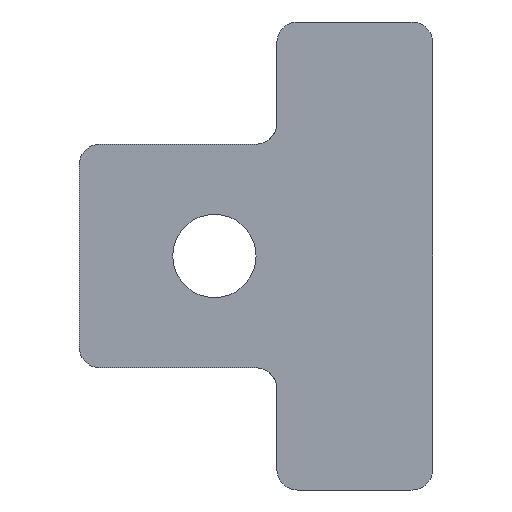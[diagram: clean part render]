
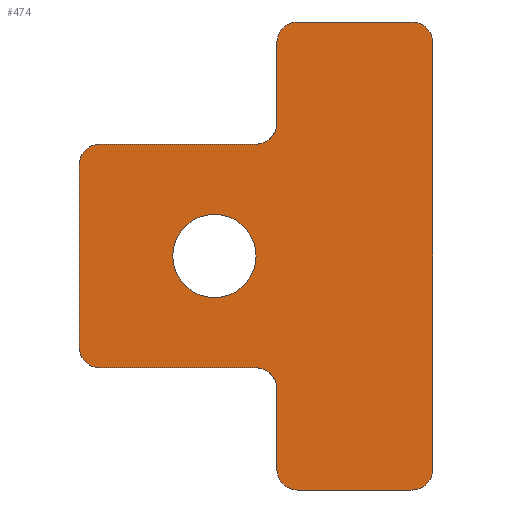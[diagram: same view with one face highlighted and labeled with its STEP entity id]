
A CAD part, left-side view. The second image highlights one B-rep face of the part: STEP entity #474.
In plain terms, the highlighted planar face has unit normal (-1, 0, 0).
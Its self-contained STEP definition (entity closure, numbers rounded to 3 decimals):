
#25=LINE('',#773,#64);
#29=LINE('',#785,#68);
#35=LINE('',#806,#74);
#36=LINE('',#809,#75);
#37=LINE('',#813,#76);
#38=LINE('',#816,#77);
#39=LINE('',#820,#78);
#40=LINE('',#823,#79);
#64=VECTOR('',#597,10.);
#68=VECTOR('',#611,10.);
#74=VECTOR('',#631,10.);
#75=VECTOR('',#634,10.);
#76=VECTOR('',#637,10.);
#77=VECTOR('',#640,10.);
#78=VECTOR('',#643,10.);
#79=VECTOR('',#646,10.);
#110=FACE_BOUND('',#153,.T.);
#125=FACE_OUTER_BOUND('',#152,.T.);
#152=EDGE_LOOP('',(#367,#368,#369,#370,#371,#372,#373,#374,#375,#376,#377,
#378,#379,#380,#381,#382));
#153=EDGE_LOOP('',(#383));
#179=CIRCLE('',#516,2.);
#182=CIRCLE('',#524,2.);
#185=CIRCLE('',#528,2.);
#186=CIRCLE('',#530,2.);
#187=CIRCLE('',#531,2.);
#188=CIRCLE('',#532,2.);
#189=CIRCLE('',#533,2.);
#190=CIRCLE('',#534,2.);
#191=CIRCLE('',#535,4.);
#210=VERTEX_POINT('',#760);
#211=VERTEX_POINT('',#762);
#214=VERTEX_POINT('',#770);
#215=VERTEX_POINT('',#772);
#218=VERTEX_POINT('',#784);
#220=VERTEX_POINT('',#790);
#224=VERTEX_POINT('',#799);
#225=VERTEX_POINT('',#801);
#226=VERTEX_POINT('',#805);
#227=VERTEX_POINT('',#808);
#228=VERTEX_POINT('',#810);
#229=VERTEX_POINT('',#812);
#230=VERTEX_POINT('',#814);
#231=VERTEX_POINT('',#817);
#232=VERTEX_POINT('',#819);
#233=VERTEX_POINT('',#821);
#234=VERTEX_POINT('',#824);
#259=EDGE_CURVE('',#210,#211,#179,.T.);
#264=EDGE_CURVE('',#214,#215,#25,.T.);
#270=EDGE_CURVE('',#211,#218,#29,.T.);
#273=EDGE_CURVE('',#215,#220,#182,.T.);
#278=EDGE_CURVE('',#224,#225,#185,.T.);
#280=EDGE_CURVE('',#226,#224,#35,.T.);
#281=EDGE_CURVE('',#218,#226,#186,.T.);
#282=EDGE_CURVE('',#227,#210,#36,.T.);
#283=EDGE_CURVE('',#228,#227,#187,.T.);
#284=EDGE_CURVE('',#229,#228,#37,.T.);
#285=EDGE_CURVE('',#230,#229,#188,.T.);
#286=EDGE_CURVE('',#220,#230,#38,.T.);
#287=EDGE_CURVE('',#231,#214,#189,.T.);
#288=EDGE_CURVE('',#232,#231,#39,.T.);
#289=EDGE_CURVE('',#233,#232,#190,.T.);
#290=EDGE_CURVE('',#225,#233,#40,.T.);
#291=EDGE_CURVE('',#234,#234,#191,.T.);
#367=ORIENTED_EDGE('',*,*,#278,.F.);
#368=ORIENTED_EDGE('',*,*,#280,.F.);
#369=ORIENTED_EDGE('',*,*,#281,.F.);
#370=ORIENTED_EDGE('',*,*,#270,.F.);
#371=ORIENTED_EDGE('',*,*,#259,.F.);
#372=ORIENTED_EDGE('',*,*,#282,.F.);
#373=ORIENTED_EDGE('',*,*,#283,.F.);
#374=ORIENTED_EDGE('',*,*,#284,.F.);
#375=ORIENTED_EDGE('',*,*,#285,.F.);
#376=ORIENTED_EDGE('',*,*,#286,.F.);
#377=ORIENTED_EDGE('',*,*,#273,.F.);
#378=ORIENTED_EDGE('',*,*,#264,.F.);
#379=ORIENTED_EDGE('',*,*,#287,.F.);
#380=ORIENTED_EDGE('',*,*,#288,.F.);
#381=ORIENTED_EDGE('',*,*,#289,.F.);
#382=ORIENTED_EDGE('',*,*,#290,.F.);
#383=ORIENTED_EDGE('',*,*,#291,.F.);
#455=PLANE('',#529);
#474=ADVANCED_FACE('',(#125,#110),#455,.F.);
#516=AXIS2_PLACEMENT_3D('',#763,#589,#590);
#524=AXIS2_PLACEMENT_3D('',#791,#616,#617);
#528=AXIS2_PLACEMENT_3D('',#802,#626,#627);
#529=AXIS2_PLACEMENT_3D('',#804,#629,#630);
#530=AXIS2_PLACEMENT_3D('',#807,#632,#633);
#531=AXIS2_PLACEMENT_3D('',#811,#635,#636);
#532=AXIS2_PLACEMENT_3D('',#815,#638,#639);
#533=AXIS2_PLACEMENT_3D('',#818,#641,#642);
#534=AXIS2_PLACEMENT_3D('',#822,#644,#645);
#535=AXIS2_PLACEMENT_3D('',#825,#647,#648);
#589=DIRECTION('center_axis',(-1.,0.,0.));
#590=DIRECTION('ref_axis',(0.,-0.707,-0.707));
#597=DIRECTION('',(0.,0.,1.));
#611=DIRECTION('',(0.,0.,1.));
#616=DIRECTION('center_axis',(-1.,0.,0.));
#617=DIRECTION('ref_axis',(0.,-0.707,0.707));
#626=DIRECTION('center_axis',(1.,0.,0.));
#627=DIRECTION('ref_axis',(0.,-0.707,0.707));
#629=DIRECTION('center_axis',(1.,0.,0.));
#630=DIRECTION('ref_axis',(0.,0.,-1.));
#631=DIRECTION('',(0.,-1.,0.));
#632=DIRECTION('center_axis',(1.,0.,0.));
#633=DIRECTION('ref_axis',(0.,0.707,0.707));
#634=DIRECTION('',(0.,-1.,0.));
#635=DIRECTION('center_axis',(1.,0.,0.));
#636=DIRECTION('ref_axis',(0.,0.707,0.707));
#637=DIRECTION('',(0.,0.,1.));
#638=DIRECTION('center_axis',(1.,0.,0.));
#639=DIRECTION('ref_axis',(0.,0.707,-0.707));
#640=DIRECTION('',(0.,1.,0.));
#641=DIRECTION('center_axis',(1.,0.,0.));
#642=DIRECTION('ref_axis',(0.,0.707,-0.707));
#643=DIRECTION('',(0.,1.,0.));
#644=DIRECTION('center_axis',(1.,0.,0.));
#645=DIRECTION('ref_axis',(0.,-0.707,-0.707));
#646=DIRECTION('',(0.,0.,-1.));
#647=DIRECTION('center_axis',(-1.,0.,0.));
#648=DIRECTION('ref_axis',(0.,0.,-1.));
#760=CARTESIAN_POINT('',(0.,-4.,10.75));
#762=CARTESIAN_POINT('',(0.,-6.,12.75));
#763=CARTESIAN_POINT('Origin',(0.,-4.,12.75));
#770=CARTESIAN_POINT('',(0.,-6.,-20.5));
#772=CARTESIAN_POINT('',(0.,-6.,-12.75));
#773=CARTESIAN_POINT('',(0.,-6.,-22.5));
#784=CARTESIAN_POINT('',(0.,-6.,20.5));
#785=CARTESIAN_POINT('',(0.,-6.,-22.5));
#790=CARTESIAN_POINT('',(0.,-4.,-10.75));
#791=CARTESIAN_POINT('Origin',(0.,-4.,-12.75));
#799=CARTESIAN_POINT('',(0.,-19.,22.5));
#801=CARTESIAN_POINT('',(0.,-21.,20.5));
#802=CARTESIAN_POINT('Origin',(0.,-19.,20.5));
#804=CARTESIAN_POINT('Origin',(0.,-4.,0.));
#805=CARTESIAN_POINT('',(0.,-8.,22.5));
#806=CARTESIAN_POINT('',(0.,-6.,22.5));
#807=CARTESIAN_POINT('Origin',(0.,-8.,20.5));
#808=CARTESIAN_POINT('',(0.,11.,10.75));
#809=CARTESIAN_POINT('',(0.,13.,10.75));
#810=CARTESIAN_POINT('',(0.,13.,8.75));
#811=CARTESIAN_POINT('Origin',(0.,11.,8.75));
#812=CARTESIAN_POINT('',(0.,13.,-8.75));
#813=CARTESIAN_POINT('',(0.,13.,-10.75));
#814=CARTESIAN_POINT('',(0.,11.,-10.75));
#815=CARTESIAN_POINT('Origin',(0.,11.,-8.75));
#816=CARTESIAN_POINT('',(0.,-6.,-10.75));
#817=CARTESIAN_POINT('',(0.,-8.,-22.5));
#818=CARTESIAN_POINT('Origin',(0.,-8.,-20.5));
#819=CARTESIAN_POINT('',(0.,-19.,-22.5));
#820=CARTESIAN_POINT('',(0.,-21.,-22.5));
#821=CARTESIAN_POINT('',(0.,-21.,-20.5));
#822=CARTESIAN_POINT('Origin',(0.,-19.,-20.5));
#823=CARTESIAN_POINT('',(0.,-21.,22.5));
#824=CARTESIAN_POINT('',(0.,0.,4.));
#825=CARTESIAN_POINT('Origin',(0.,0.,0.));
